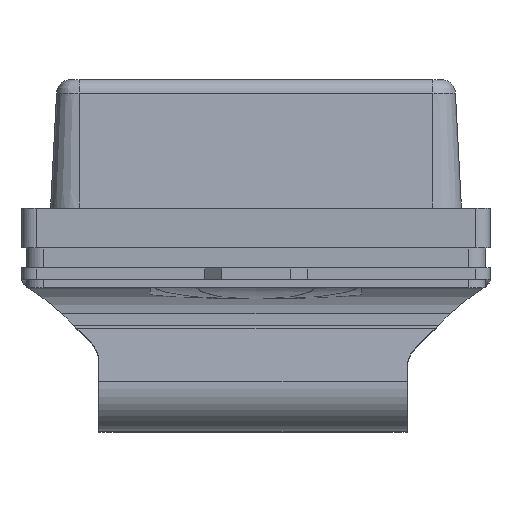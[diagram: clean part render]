
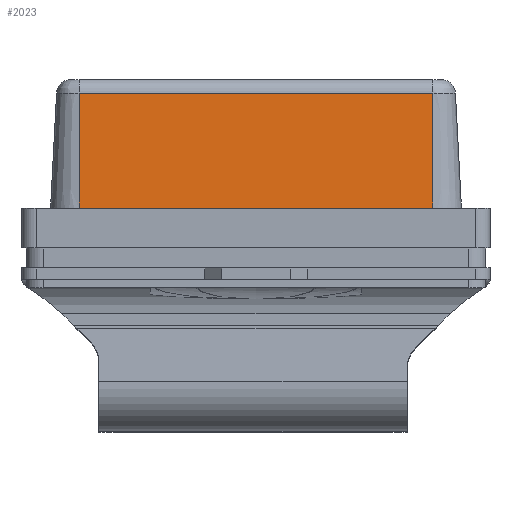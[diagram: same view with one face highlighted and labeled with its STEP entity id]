
A CAD part, left-side view. The second image highlights one B-rep face of the part: STEP entity #2023.
In plain terms, the highlighted planar face has unit normal (-0.999, 0, 0.052).
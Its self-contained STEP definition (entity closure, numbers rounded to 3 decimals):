
#270=FACE_OUTER_BOUND('',#393,.T.);
#393=EDGE_LOOP('',(#1533,#1534,#1535,#1536));
#511=LINE('',#4104,#668);
#515=LINE('',#4141,#672);
#524=LINE('',#4165,#681);
#525=LINE('',#4168,#682);
#668=VECTOR('',#2408,10.);
#672=VECTOR('',#2430,10.);
#681=VECTOR('',#2457,10.);
#682=VECTOR('',#2462,10.);
#872=VERTEX_POINT('',#4094);
#874=VERTEX_POINT('',#4100);
#881=VERTEX_POINT('',#4139);
#887=VERTEX_POINT('',#4164);
#1099=EDGE_CURVE('',#872,#874,#511,.T.);
#1110=EDGE_CURVE('',#881,#872,#515,.T.);
#1121=EDGE_CURVE('',#887,#874,#524,.T.);
#1123=EDGE_CURVE('',#887,#881,#525,.T.);
#1533=ORIENTED_EDGE('',*,*,#1099,.F.);
#1534=ORIENTED_EDGE('',*,*,#1110,.F.);
#1535=ORIENTED_EDGE('',*,*,#1123,.F.);
#1536=ORIENTED_EDGE('',*,*,#1121,.T.);
#1932=PLANE('',#2183);
#2023=ADVANCED_FACE('',(#270),#1932,.T.);
#2183=AXIS2_PLACEMENT_3D('',#4167,#2460,#2461);
#2408=DIRECTION('',(0.,-1.,0.));
#2430=DIRECTION('',(0.052,0.,0.999));
#2457=DIRECTION('',(0.052,0.,0.999));
#2460=DIRECTION('center_axis',(-0.999,0.,0.052));
#2461=DIRECTION('ref_axis',(0.,-1.,0.));
#2462=DIRECTION('',(0.,1.,0.));
#4094=CARTESIAN_POINT('',(-3.494,3.1,3.063));
#4100=CARTESIAN_POINT('',(-3.494,-3.1,3.063));
#4104=CARTESIAN_POINT('',(-3.494,1.55,3.063));
#4139=CARTESIAN_POINT('',(-3.6,3.1,1.05));
#4141=CARTESIAN_POINT('',(-3.6,3.1,1.05));
#4164=CARTESIAN_POINT('',(-3.6,-3.1,1.05));
#4165=CARTESIAN_POINT('',(-3.6,-3.1,1.05));
#4167=CARTESIAN_POINT('Origin',(-3.6,3.1,1.05));
#4168=CARTESIAN_POINT('',(-3.6,1.55,1.05));
